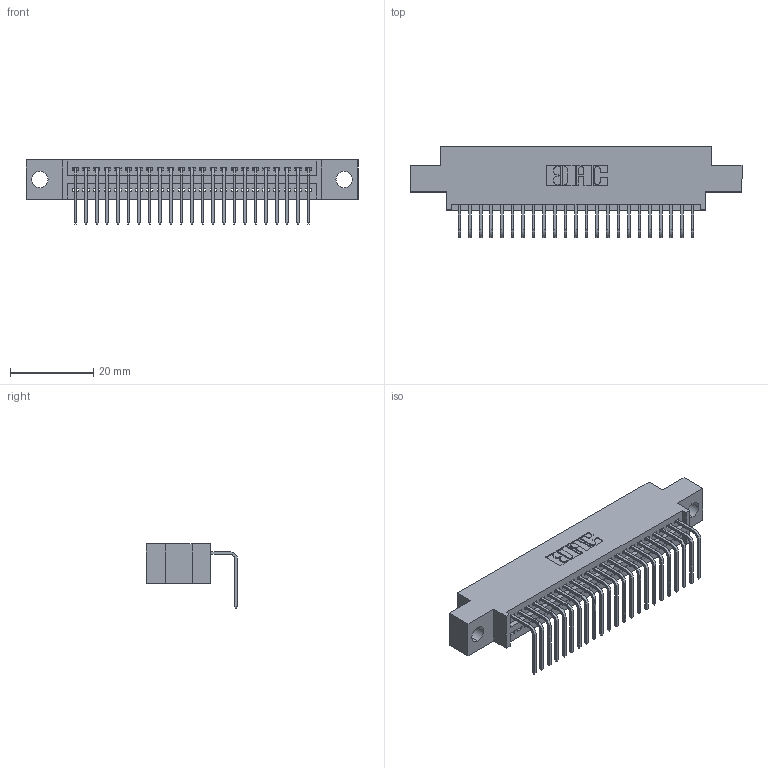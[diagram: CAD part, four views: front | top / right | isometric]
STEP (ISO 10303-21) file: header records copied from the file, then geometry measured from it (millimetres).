
FILE_DESCRIPTION (( 'STEP AP203' ), '1' );
FILE_NAME ('345-023-558-604.STEP', '2018-08-21T03:57:30', ( '' ), ( '' ), 'SwSTEP 2.0', 'SolidWorks 2016', '' );
FILE_SCHEMA (( 'CONFIG_CONTROL_DESIGN' ));
Length unit declared in the file: inch
Products named in the file (3): 345-292-001_558 Tail - 2; 345-023-558-604; 345 Part_0.170 Offset - 0.156 Dia-TH
Assembly tree (24 placements, depth 2):
  345-023-558-604
    345 Part_0.170 Offset - 0.156 Dia-TH
    345-292-001_558 Tail - 2  x23
Bounding box: 79.63 x 21.83 x 15.37 mm (x, y, z)
Volume: 7283 mm3; surface area: 9805.8 mm2
Topology: 24 solids, 24 shells, 1510 faces, 4539 edges, 2994 vertices
Faces by surface type: plane 1050, cylinder 460
Entity records: 20087 total; most frequent: CARTESIAN_POINT 3489, ORIENTED_EDGE 3446, DIRECTION 3073, EDGE_CURVE 1723, LINE 1499, VECTOR 1499, VERTEX_POINT 1146, AXIS2_PLACEMENT_3D 787
